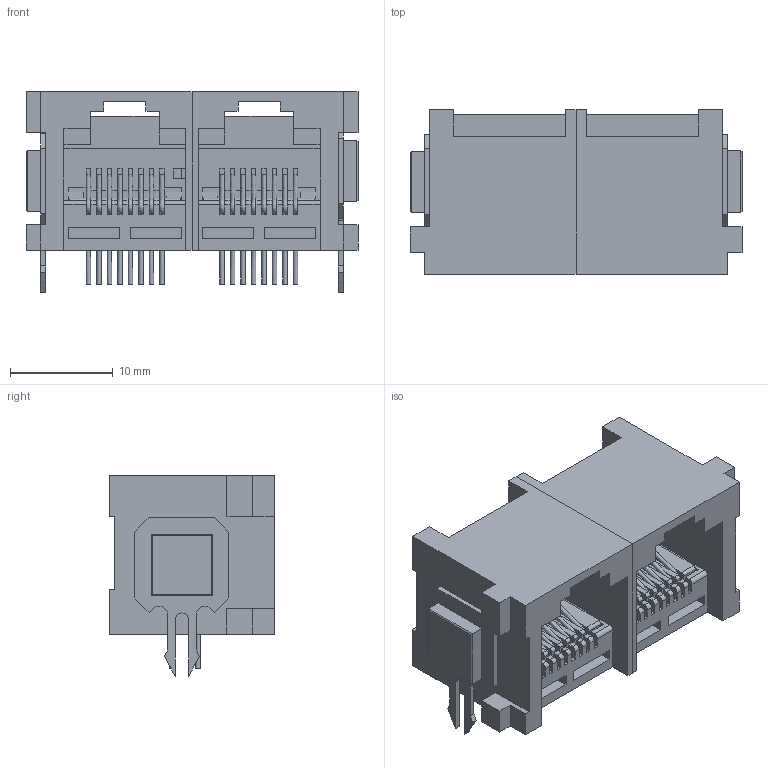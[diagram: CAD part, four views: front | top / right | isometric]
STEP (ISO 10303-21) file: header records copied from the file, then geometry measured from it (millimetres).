
FILE_DESCRIPTION( ( 'Unknown' ), '1' );
FILE_NAME( '615016149521.stp', 'Unknown', ( 'Unknown' ), ( 'Unknown' ), 'PSStep 18.0.17', 'Unknown', ' ' );
FILE_SCHEMA( ( 'AUTOMOTIVE_DESIGN { 1 0 10303 214 1 1 1 1 }' ) );
Length unit declared in the file: millimetre
Products named in the file (13): 615008149521L; 615008149521L_Housing; 615008149521L_Pin_Bis; 615008149521L_Pin; 615008149521L_Shielding; 615008149521L_Housing2; 615008149521R; 615008149521R_Housing; 615008149521R_Pin_Bis; 615008149521R_Pin; 615008149521R_Shielding; 615008149521R_Housing2; Assem1
Assembly tree (24 placements, depth 3):
  Assem1
    615008149521L
      615008149521L_Housing
      615008149521L_Pin_Bis  x4
      615008149521L_Pin  x4
      615008149521L_Shielding
      615008149521L_Housing2
    615008149521R
      615008149521R_Housing
      615008149521R_Pin_Bis  x4
      615008149521R_Pin  x4
      615008149521R_Shielding
      615008149521R_Housing2
Bounding box: 32.28 x 16 x 19.48 mm (x, y, z)
Volume: 3681.3 mm3; surface area: 7063.4 mm2
Topology: 22 solids, 22 shells, 767 faces, 2253 edges, 1494 vertices
Faces by surface type: plane 675, cylinder 76, bspline 16
Entity records: 34313 total; most frequent: CARTESIAN_POINT 8077, ORIENTED_EDGE 4426, DIRECTION 3885, EDGE_CURVE 2213, LINE 2049, VECTOR 2049, VERTEX_POINT 1470, AXIS2_PLACEMENT_3D 918
